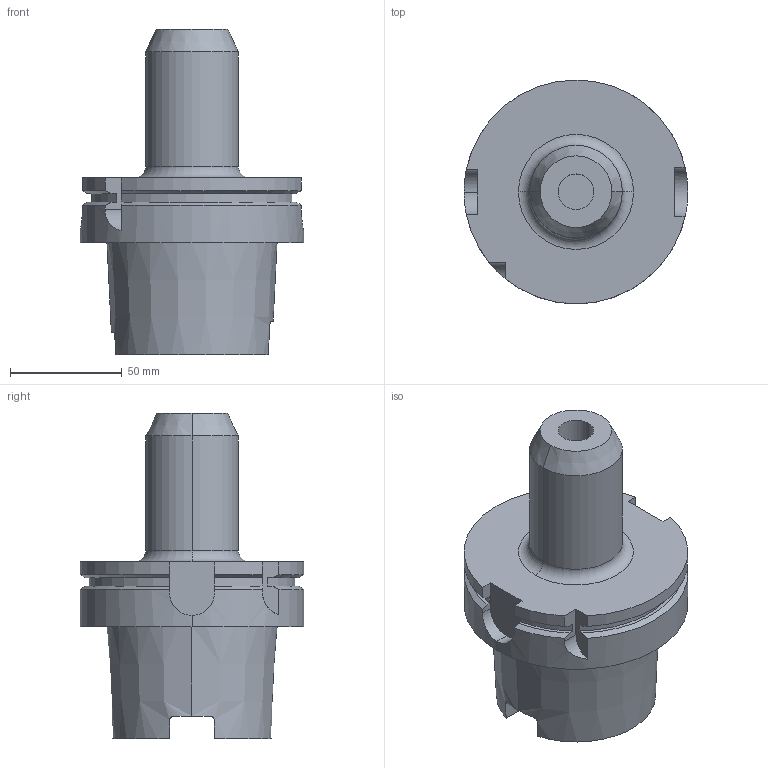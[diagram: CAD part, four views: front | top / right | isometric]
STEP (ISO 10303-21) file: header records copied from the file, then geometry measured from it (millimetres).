
FILE_DESCRIPTION (( 'STEP AP203' ), '1' );
FILE_NAME ('STP-32986.STEP', '2018-09-12T03:06:03', ( '' ), ( '' ), 'SwSTEP 2.0', 'SolidWorks 2015', '' );
FILE_SCHEMA (( 'CONFIG_CONTROL_DESIGN' ));
Length unit declared in the file: millimetre
Products named in the file (1): STP-32986
Bounding box: 100 x 100 x 145.25 mm (x, y, z)
Volume: 332901.5 mm3; surface area: 60644.9 mm2
Topology: 1 solids, 1 shells, 74 faces, 189 edges, 121 vertices
Faces by surface type: cylinder 28, plane 28, cone 12, torus 6
Entity records: 2566 total; most frequent: CARTESIAN_POINT 684, DIRECTION 385, ORIENTED_EDGE 378, EDGE_CURVE 189, AXIS2_PLACEMENT_3D 150, VERTEX_POINT 121, LINE 85, VECTOR 85
